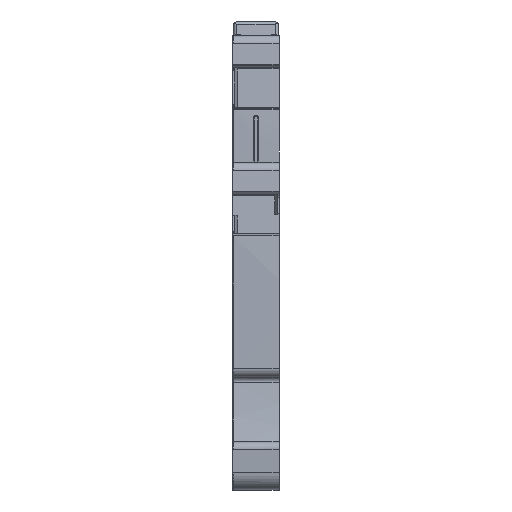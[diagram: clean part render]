
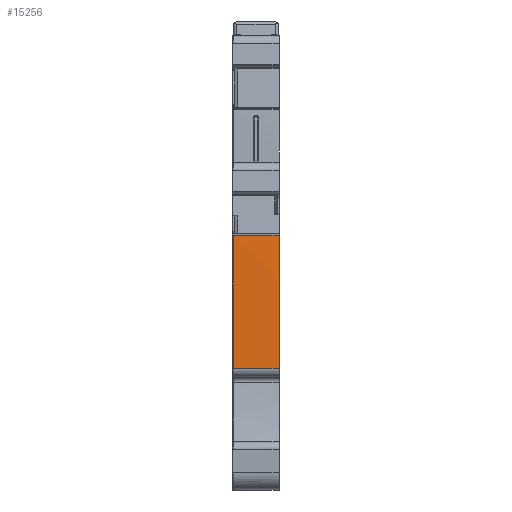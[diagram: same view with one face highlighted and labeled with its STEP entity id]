
A CAD part, front view. The second image highlights one B-rep face of the part: STEP entity #15256.
In plain terms, the highlighted cylindrical face has radius 151.052 mm (diameter 302.104 mm), a partial arc.
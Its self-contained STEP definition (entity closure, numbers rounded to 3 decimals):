
#15228=AXIS2_PLACEMENT_3D('Cylinder Axis2P3D',#15225,#15226,#15227) ;
#15239=AXIS2_PLACEMENT_3D('Circle Axis2P3D',#15237,#15238,$) ;
#15246=AXIS2_PLACEMENT_3D('Circle Axis2P3D',#15244,#15245,$) ;
#3036=CARTESIAN_POINT('Vertex',(0.05,1.886,28.054)) ;
#3078=CARTESIAN_POINT('Vertex',(0.05,1.529,13.426)) ;
#3084=CARTESIAN_POINT('Control Point',(0.05,1.886,28.054)) ;
#3085=CARTESIAN_POINT('Control Point',(0.05,1.673,25.134)) ;
#3086=CARTESIAN_POINT('Control Point',(0.05,1.531,22.209)) ;
#3087=CARTESIAN_POINT('Control Point',(0.05,1.459,19.281)) ;
#3088=CARTESIAN_POINT('Control Point',(0.05,1.458,16.353)) ;
#3089=CARTESIAN_POINT('Control Point',(0.05,1.529,13.426)) ;
#15182=CARTESIAN_POINT('Line Origine',(2.55,1.886,28.054)) ;
#15186=CARTESIAN_POINT('Vertex',(5.1,1.886,28.054)) ;
#15225=CARTESIAN_POINT('Axis2P3D Location',(2.55,152.537,17.05)) ;
#15230=CARTESIAN_POINT('Line Origine',(2.55,1.529,13.426)) ;
#15234=CARTESIAN_POINT('Vertex',(5.1,1.529,13.426)) ;
#15237=CARTESIAN_POINT('Axis2P3D Location',(5.1,152.537,17.05)) ;
#15241=CARTESIAN_POINT('Vertex',(5.1,1.528,13.45)) ;
#15244=CARTESIAN_POINT('Axis2P3D Location',(5.1,152.537,17.05)) ;
#15183=DIRECTION('Vector Direction',(1.,0.,0.)) ;
#15226=DIRECTION('Axis2P3D Direction',(1.,0.,0.)) ;
#15227=DIRECTION('Axis2P3D XDirection',(0.,-0.996,0.089)) ;
#15231=DIRECTION('Vector Direction',(1.,0.,0.)) ;
#15238=DIRECTION('Axis2P3D Direction',(1.,0.,0.)) ;
#15245=DIRECTION('Axis2P3D Direction',(1.,0.,0.)) ;
#15184=VECTOR('Line Direction',#15183,1.) ;
#15232=VECTOR('Line Direction',#15231,1.) ;
#15250=ORIENTED_EDGE('',*,*,#15236,.T.) ;
#15251=ORIENTED_EDGE('',*,*,#15243,.F.) ;
#15252=ORIENTED_EDGE('',*,*,#15248,.F.) ;
#15253=ORIENTED_EDGE('',*,*,#15188,.F.) ;
#15254=ORIENTED_EDGE('',*,*,#3090,.F.) ;
#15256=ADVANCED_FACE('72242_MLD_A2T_2-5_DT-DT -#[PA66_PA6|DKBG]#.1\\Assembly',(#15255),#15229,.T.) ;
#3083=B_SPLINE_CURVE_WITH_KNOTS('',5,(#3084,#3085,#3086,#3087,#3088,#3089),.UNSPECIFIED.,.F.,.U.,(6,6),(271.868,286.506),.UNSPECIFIED.) ;
#15240=CIRCLE('generated circle',#15239,151.052) ;
#15247=CIRCLE('generated circle',#15246,151.052) ;
#15229=CYLINDRICAL_SURFACE('generated cylinder',#15228,151.052) ;
#3090=EDGE_CURVE('',#3079,#3037,#3083,.F.) ;
#15188=EDGE_CURVE('',#3037,#15187,#15185,.T.) ;
#15236=EDGE_CURVE('',#3079,#15235,#15233,.T.) ;
#15243=EDGE_CURVE('',#15242,#15235,#15240,.T.) ;
#15248=EDGE_CURVE('',#15187,#15242,#15247,.T.) ;
#15249=EDGE_LOOP('',(#15250,#15251,#15252,#15253,#15254)) ;
#15255=FACE_OUTER_BOUND('',#15249,.T.) ;
#15185=LINE('Line',#15182,#15184) ;
#15233=LINE('Line',#15230,#15232) ;
#3037=VERTEX_POINT('',#3036) ;
#3079=VERTEX_POINT('',#3078) ;
#15187=VERTEX_POINT('',#15186) ;
#15235=VERTEX_POINT('',#15234) ;
#15242=VERTEX_POINT('',#15241) ;
